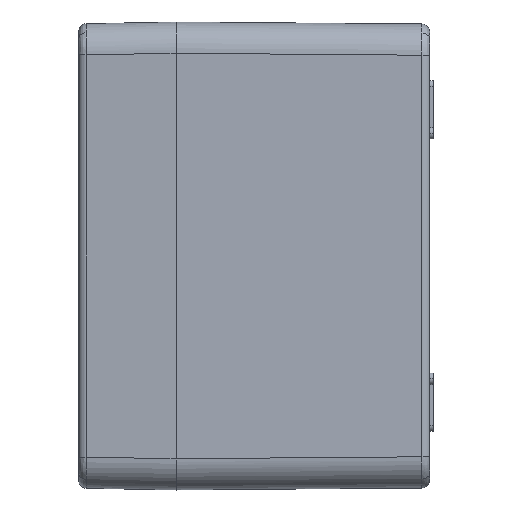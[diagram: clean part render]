
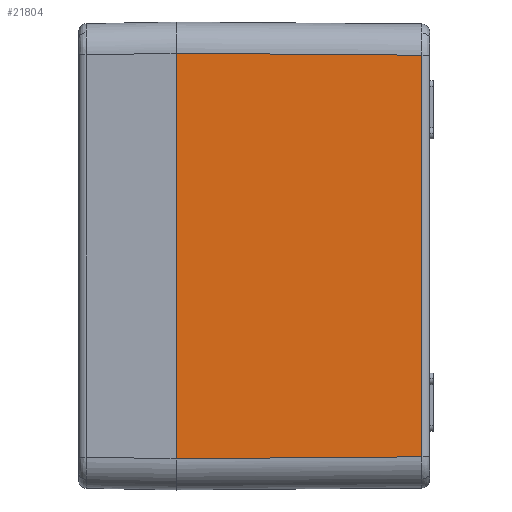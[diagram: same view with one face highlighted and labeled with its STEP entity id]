
A CAD part, left-side view. The second image highlights one B-rep face of the part: STEP entity #21804.
In plain terms, the highlighted planar face has unit normal (-1, -0.008, 0).
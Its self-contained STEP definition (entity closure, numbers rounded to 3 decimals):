
#1612 = CARTESIAN_POINT ( 'NONE',  ( -60.489, -63.016, 51.49 ) ) ;
#4017 = LINE ( 'NONE', #4064, #4063 ) ;
#4018 = CARTESIAN_POINT ( 'NONE',  ( -60.984, 0., -51.985 ) ) ;
#4061 = CARTESIAN_POINT ( 'NONE',  ( -60.984, 0., 51.985 ) ) ;
#4062 = DIRECTION ( 'NONE',  ( 0., 0., -1. ) ) ;
#4063 = VECTOR ( 'NONE', #4062, 1000. ) ;
#4064 = CARTESIAN_POINT ( 'NONE',  ( -60.984, 0., -60. ) ) ;
#4777 = DIRECTION ( 'NONE',  ( -0.008, 1., 0.008 ) ) ;
#4778 = VECTOR ( 'NONE', #4777, 1000. ) ;
#4779 = CARTESIAN_POINT ( 'NONE',  ( -60.993, 1.12, 51.993 ) ) ;
#4780 = LINE ( 'NONE', #4779, #4778 ) ;
#4781 = DIRECTION ( 'NONE',  ( 0., 0., 1. ) ) ;
#4782 = VECTOR ( 'NONE', #4781, 1000. ) ;
#4783 = CARTESIAN_POINT ( 'NONE',  ( -60.489, -63.016, 51.474 ) ) ;
#4784 = LINE ( 'NONE', #4783, #4782 ) ;
#4785 = CARTESIAN_POINT ( 'NONE',  ( -60.489, -63.016, -51.49 ) ) ;
#4786 = DIRECTION ( 'NONE',  ( 0.008, -1., 0.008 ) ) ;
#4787 = VECTOR ( 'NONE', #4786, 1000. ) ;
#4788 = CARTESIAN_POINT ( 'NONE',  ( -61., 2.063, -52.001 ) ) ;
#4789 = LINE ( 'NONE', #4788, #4787 ) ;
#4790 = DIRECTION ( 'NONE',  ( 0.008, -1., 0. ) ) ;
#4791 = DIRECTION ( 'NONE',  ( -1., -0.008, 0. ) ) ;
#4792 = AXIS2_PLACEMENT_3D ( 'NONE', #4793, #4791, #4790 ) ;
#4793 = CARTESIAN_POINT ( 'NONE',  ( -61., 2., -60. ) ) ;
#4794 = PLANE ( 'NONE',  #4792 ) ;
#4799 = FACE_OUTER_BOUND ( 'NONE', #21805, .T. ) ;
#20396 = VERTEX_POINT ( 'NONE', #1612 ) ;
#21533 = VERTEX_POINT ( 'NONE', #4018 ) ;
#21535 = EDGE_CURVE ( 'NONE', #21536, #21533, #4017, .T. ) ;
#21536 = VERTEX_POINT ( 'NONE', #4061 ) ;
#21804 = ADVANCED_FACE ( 'NONE', ( #4799 ), #4794, .T. ) ;
#21805 = EDGE_LOOP ( 'NONE', ( #21806, #21809, #21811, #21813 ) ) ;
#21806 = ORIENTED_EDGE ( 'NONE', *, *, #21807, .T. ) ;
#21807 = EDGE_CURVE ( 'NONE', #21533, #21808, #4789, .T. ) ;
#21808 = VERTEX_POINT ( 'NONE', #4785 ) ;
#21809 = ORIENTED_EDGE ( 'NONE', *, *, #21810, .T. ) ;
#21810 = EDGE_CURVE ( 'NONE', #21808, #20396, #4784, .T. ) ;
#21811 = ORIENTED_EDGE ( 'NONE', *, *, #21812, .T. ) ;
#21812 = EDGE_CURVE ( 'NONE', #20396, #21536, #4780, .T. ) ;
#21813 = ORIENTED_EDGE ( 'NONE', *, *, #21535, .T. ) ;
